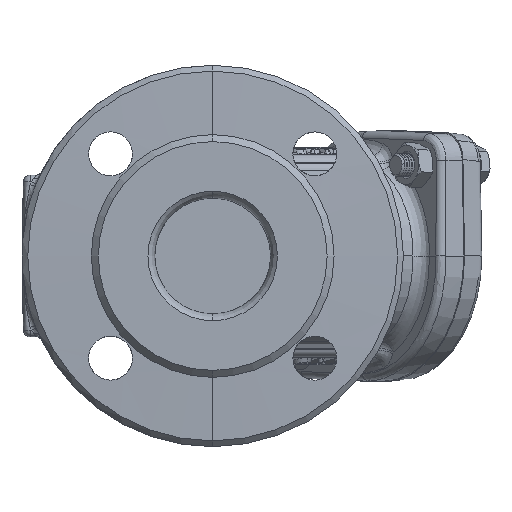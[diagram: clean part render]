
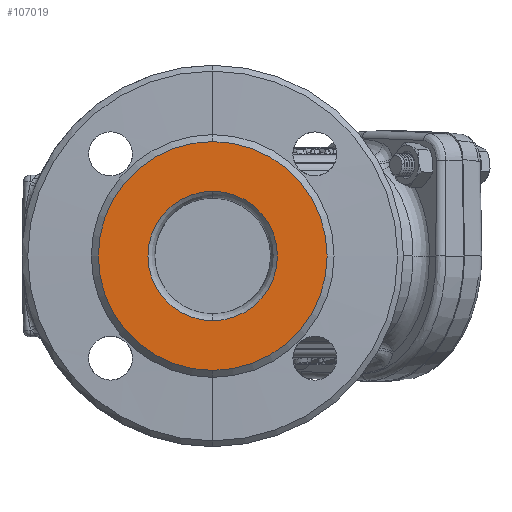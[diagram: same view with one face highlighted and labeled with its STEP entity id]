
A CAD part, front view. The second image highlights one B-rep face of the part: STEP entity #107019.
In plain terms, the highlighted planar face has unit normal (0, -1, 0).
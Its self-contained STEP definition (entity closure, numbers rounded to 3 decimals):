
#106 = CARTESIAN_POINT ( 'NONE',  ( 0., -100., 28. ) ) ;
#607 = CIRCLE ( 'NONE', #107371, 49.5 ) ;
#2550 = AXIS2_PLACEMENT_3D ( 'NONE', #47831, #3413, #38852 ) ;
#2996 = CARTESIAN_POINT ( 'NONE',  ( 49.5, -100., 0. ) ) ;
#3413 = DIRECTION ( 'NONE',  ( 0., 1., 0. ) ) ;
#7198 = DIRECTION ( 'NONE',  ( 0., 0., 1. ) ) ;
#10847 = CARTESIAN_POINT ( 'NONE',  ( 0., -100., 49.5 ) ) ;
#11521 = DIRECTION ( 'NONE',  ( 0., 0., 1. ) ) ;
#12005 = EDGE_LOOP ( 'NONE', ( #80110, #15659 ) ) ;
#12315 = VERTEX_POINT ( 'NONE', #106 ) ;
#14124 = EDGE_LOOP ( 'NONE', ( #47889, #63590 ) ) ;
#15234 = EDGE_CURVE ( 'NONE', #103486, #12315, #77190, .T. ) ;
#15659 = ORIENTED_EDGE ( 'NONE', *, *, #15234, .T. ) ;
#20376 = VERTEX_POINT ( 'NONE', #87537 ) ;
#23324 = CIRCLE ( 'NONE', #83846, 49.5 ) ;
#28189 = EDGE_CURVE ( 'NONE', #12315, #103486, #84807, .T. ) ;
#32217 = FACE_BOUND ( 'NONE', #12005, .T. ) ;
#34553 = AXIS2_PLACEMENT_3D ( 'NONE', #2996, #71444, #92110 ) ;
#35556 = EDGE_CURVE ( 'NONE', #108815, #20376, #23324, .T. ) ;
#38852 = DIRECTION ( 'NONE',  ( 0., 0., 1. ) ) ;
#47831 = CARTESIAN_POINT ( 'NONE',  ( 0., -100., 0. ) ) ;
#47889 = ORIENTED_EDGE ( 'NONE', *, *, #35556, .F. ) ;
#52354 = CARTESIAN_POINT ( 'NONE',  ( 0., -100., 0. ) ) ;
#55885 = FACE_OUTER_BOUND ( 'NONE', #14124, .T. ) ;
#63590 = ORIENTED_EDGE ( 'NONE', *, *, #98756, .F. ) ;
#64822 = DIRECTION ( 'NONE',  ( 0., 1., 0. ) ) ;
#65943 = CARTESIAN_POINT ( 'NONE',  ( 0., -100., 0. ) ) ;
#71444 = DIRECTION ( 'NONE',  ( 0., 1., 0. ) ) ;
#75097 = DIRECTION ( 'NONE',  ( 0., 1., 0. ) ) ;
#75468 = DIRECTION ( 'NONE',  ( 0., 0., 1. ) ) ;
#77190 = CIRCLE ( 'NONE', #2550, 28. ) ;
#80110 = ORIENTED_EDGE ( 'NONE', *, *, #28189, .T. ) ;
#83846 = AXIS2_PLACEMENT_3D ( 'NONE', #110219, #75097, #75468 ) ;
#84807 = CIRCLE ( 'NONE', #112763, 28. ) ;
#87537 = CARTESIAN_POINT ( 'NONE',  ( 0., -100., -49.5 ) ) ;
#92110 = DIRECTION ( 'NONE',  ( 0., 0., 1. ) ) ;
#98756 = EDGE_CURVE ( 'NONE', #20376, #108815, #607, .T. ) ;
#103486 = VERTEX_POINT ( 'NONE', #105189 ) ;
#105189 = CARTESIAN_POINT ( 'NONE',  ( 0., -100., -28. ) ) ;
#107019 = ADVANCED_FACE ( 'NONE', ( #55885, #32217 ), #108903, .F. ) ;
#107371 = AXIS2_PLACEMENT_3D ( 'NONE', #52354, #115057, #7198 ) ;
#108815 = VERTEX_POINT ( 'NONE', #10847 ) ;
#108903 = PLANE ( 'NONE',  #34553 ) ;
#110219 = CARTESIAN_POINT ( 'NONE',  ( 0., -100., 0. ) ) ;
#112763 = AXIS2_PLACEMENT_3D ( 'NONE', #65943, #64822, #11521 ) ;
#115057 = DIRECTION ( 'NONE',  ( 0., 1., 0. ) ) ;
